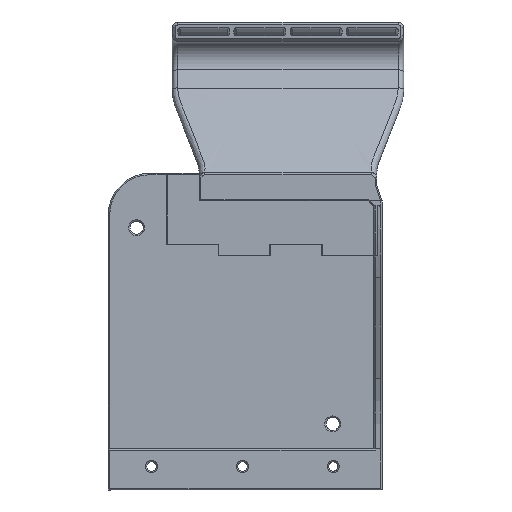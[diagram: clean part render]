
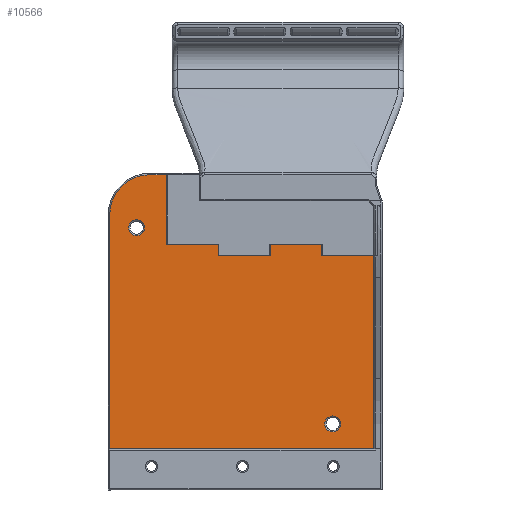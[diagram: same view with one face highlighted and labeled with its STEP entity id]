
A CAD part, left-side view. The second image highlights one B-rep face of the part: STEP entity #10566.
In plain terms, the highlighted planar face has unit normal (-1, 0, 0).
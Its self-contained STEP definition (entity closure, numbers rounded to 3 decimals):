
#314=CIRCLE('',#11148,14.5);
#315=CIRCLE('',#11149,2.9);
#316=CIRCLE('',#11150,2.9);
#610=FACE_BOUND('',#1588,.T.);
#611=FACE_BOUND('',#1589,.T.);
#902=FACE_OUTER_BOUND('',#1587,.T.);
#1587=EDGE_LOOP('',(#8493,#8494,#8495,#8496,#8497,#8498,#8499,#8500,#8501,
#8502,#8503,#8504,#8505));
#1588=EDGE_LOOP('',(#8506));
#1589=EDGE_LOOP('',(#8507));
#2649=LINE('',#15703,#3872);
#2652=LINE('',#15708,#3875);
#2654=LINE('',#15712,#3877);
#2657=LINE('',#15719,#3880);
#2659=LINE('',#15724,#3882);
#2666=LINE('',#15737,#3889);
#2670=LINE('',#15745,#3893);
#2681=LINE('',#15770,#3904);
#2705=LINE('',#15843,#3928);
#2706=LINE('',#15847,#3929);
#2707=LINE('',#15849,#3930);
#2708=LINE('',#15850,#3931);
#3872=VECTOR('',#12849,10.);
#3875=VECTOR('',#12854,10.);
#3877=VECTOR('',#12858,10.);
#3880=VECTOR('',#12863,10.);
#3882=VECTOR('',#12867,10.);
#3889=VECTOR('',#12876,10.);
#3893=VECTOR('',#12882,10.);
#3904=VECTOR('',#12901,10.);
#3928=VECTOR('',#12971,10.);
#3929=VECTOR('',#12974,10.);
#3930=VECTOR('',#12975,10.);
#3931=VECTOR('',#12976,10.);
#4835=VERTEX_POINT('',#15700);
#4836=VERTEX_POINT('',#15702);
#4837=VERTEX_POINT('',#15706);
#4838=VERTEX_POINT('',#15710);
#4840=VERTEX_POINT('',#15715);
#4841=VERTEX_POINT('',#15717);
#4842=VERTEX_POINT('',#15721);
#4848=VERTEX_POINT('',#15735);
#4850=VERTEX_POINT('',#15740);
#4884=VERTEX_POINT('',#15842);
#4885=VERTEX_POINT('',#15844);
#4886=VERTEX_POINT('',#15846);
#4887=VERTEX_POINT('',#15848);
#4888=VERTEX_POINT('',#15851);
#4889=VERTEX_POINT('',#15853);
#6074=EDGE_CURVE('',#4835,#4836,#2649,.T.);
#6077=EDGE_CURVE('',#4835,#4837,#2652,.T.);
#6079=EDGE_CURVE('',#4836,#4838,#2654,.T.);
#6082=EDGE_CURVE('',#4841,#4840,#2657,.T.);
#6084=EDGE_CURVE('',#4842,#4841,#2659,.T.);
#6091=EDGE_CURVE('',#4848,#4842,#2666,.T.);
#6095=EDGE_CURVE('',#4838,#4850,#2670,.T.);
#6107=EDGE_CURVE('',#4840,#4837,#2681,.T.);
#6143=EDGE_CURVE('',#4884,#4848,#2705,.T.);
#6144=EDGE_CURVE('',#4885,#4884,#314,.T.);
#6145=EDGE_CURVE('',#4886,#4885,#2706,.T.);
#6146=EDGE_CURVE('',#4886,#4887,#2707,.T.);
#6147=EDGE_CURVE('',#4887,#4850,#2708,.T.);
#6148=EDGE_CURVE('',#4888,#4888,#315,.T.);
#6149=EDGE_CURVE('',#4889,#4889,#316,.T.);
#8493=ORIENTED_EDGE('',*,*,#6091,.F.);
#8494=ORIENTED_EDGE('',*,*,#6143,.F.);
#8495=ORIENTED_EDGE('',*,*,#6144,.F.);
#8496=ORIENTED_EDGE('',*,*,#6145,.F.);
#8497=ORIENTED_EDGE('',*,*,#6146,.T.);
#8498=ORIENTED_EDGE('',*,*,#6147,.T.);
#8499=ORIENTED_EDGE('',*,*,#6095,.F.);
#8500=ORIENTED_EDGE('',*,*,#6079,.F.);
#8501=ORIENTED_EDGE('',*,*,#6074,.F.);
#8502=ORIENTED_EDGE('',*,*,#6077,.T.);
#8503=ORIENTED_EDGE('',*,*,#6107,.F.);
#8504=ORIENTED_EDGE('',*,*,#6082,.F.);
#8505=ORIENTED_EDGE('',*,*,#6084,.F.);
#8506=ORIENTED_EDGE('',*,*,#6148,.F.);
#8507=ORIENTED_EDGE('',*,*,#6149,.F.);
#10157=PLANE('',#11147);
#10566=ADVANCED_FACE('',(#902,#610,#611),#10157,.F.);
#11147=AXIS2_PLACEMENT_3D('',#15841,#12969,#12970);
#11148=AXIS2_PLACEMENT_3D('',#15845,#12972,#12973);
#11149=AXIS2_PLACEMENT_3D('',#15852,#12977,#12978);
#11150=AXIS2_PLACEMENT_3D('',#15854,#12979,#12980);
#12849=DIRECTION('',(0.,-1.,0.));
#12854=DIRECTION('',(0.,0.,-1.));
#12858=DIRECTION('',(0.,0.,-1.));
#12863=DIRECTION('',(0.,0.,-1.));
#12867=DIRECTION('',(0.,-1.,0.));
#12876=DIRECTION('',(0.,0.,-1.));
#12882=DIRECTION('',(0.,-1.,0.));
#12901=DIRECTION('',(0.,-1.,0.));
#12969=DIRECTION('center_axis',(1.,0.,0.));
#12970=DIRECTION('ref_axis',(0.,1.,0.));
#12971=DIRECTION('',(0.,-1.,0.));
#12972=DIRECTION('center_axis',(1.,0.,0.));
#12973=DIRECTION('ref_axis',(0.,0.707,0.707));
#12974=DIRECTION('',(0.,0.,1.));
#12975=DIRECTION('',(0.,-1.,0.));
#12976=DIRECTION('',(0.,0.,1.));
#12977=DIRECTION('center_axis',(-1.,0.,0.));
#12978=DIRECTION('ref_axis',(0.,1.,0.));
#12979=DIRECTION('center_axis',(-1.,0.,0.));
#12980=DIRECTION('ref_axis',(0.,1.,0.));
#15700=CARTESIAN_POINT('',(110.002,-25.35,148.2));
#15702=CARTESIAN_POINT('',(110.002,-44.175,148.2));
#15703=CARTESIAN_POINT('',(110.002,-25.35,148.2));
#15706=CARTESIAN_POINT('',(110.002,-25.35,144.2));
#15708=CARTESIAN_POINT('',(110.002,-25.35,147.2));
#15710=CARTESIAN_POINT('',(110.002,-44.175,144.2));
#15712=CARTESIAN_POINT('',(110.002,-44.175,147.2));
#15715=CARTESIAN_POINT('',(110.002,-6.525,144.2));
#15717=CARTESIAN_POINT('',(110.002,-6.525,148.2));
#15719=CARTESIAN_POINT('',(110.002,-6.525,147.2));
#15721=CARTESIAN_POINT('',(110.002,12.3,148.2));
#15724=CARTESIAN_POINT('',(110.002,12.3,148.2));
#15735=CARTESIAN_POINT('',(110.002,12.3,173.7));
#15737=CARTESIAN_POINT('',(110.002,12.3,131.7));
#15740=CARTESIAN_POINT('',(110.002,-63.,144.2));
#15745=CARTESIAN_POINT('',(110.002,-39.9,144.2));
#15770=CARTESIAN_POINT('',(110.002,-39.9,144.2));
#15841=CARTESIAN_POINT('Origin',(110.002,-15.3,119.2));
#15842=CARTESIAN_POINT('',(110.002,18.4,173.7));
#15843=CARTESIAN_POINT('',(110.002,-39.65,173.7));
#15844=CARTESIAN_POINT('',(110.002,32.9,159.2));
#15845=CARTESIAN_POINT('Origin',(110.002,18.4,159.2));
#15846=CARTESIAN_POINT('',(110.002,32.9,74.2));
#15847=CARTESIAN_POINT('',(110.002,32.9,146.7));
#15848=CARTESIAN_POINT('',(110.002,-63.,74.2));
#15849=CARTESIAN_POINT('',(110.002,-39.65,74.2));
#15850=CARTESIAN_POINT('',(110.002,-63.,119.2));
#15851=CARTESIAN_POINT('',(110.002,-51.,83.2));
#15852=CARTESIAN_POINT('Origin',(110.002,-48.1,83.2));
#15853=CARTESIAN_POINT('',(110.002,20.25,154.45));
#15854=CARTESIAN_POINT('Origin',(110.002,23.15,154.45));
